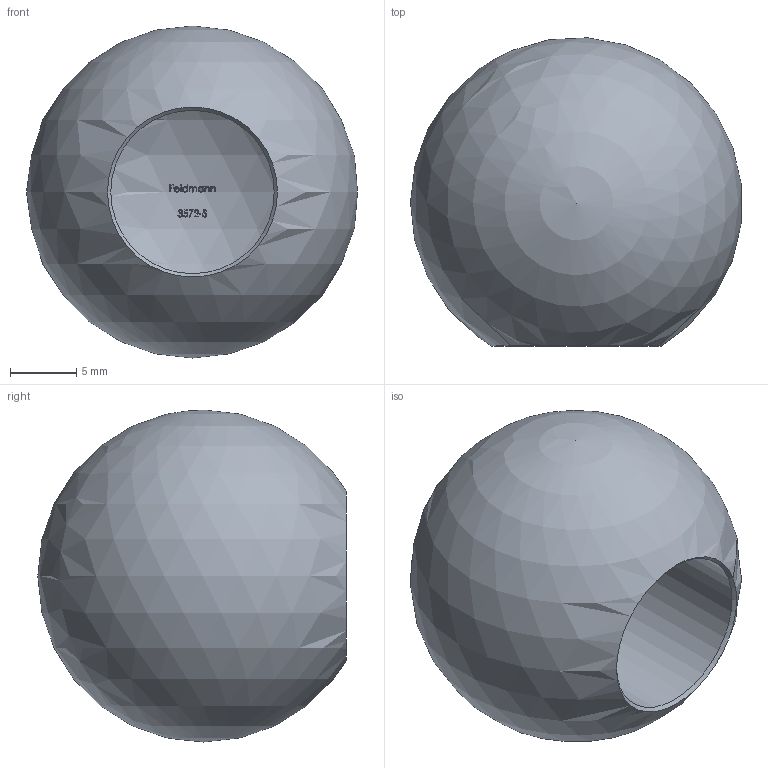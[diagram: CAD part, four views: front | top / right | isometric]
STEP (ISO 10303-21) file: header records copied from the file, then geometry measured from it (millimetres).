
FILE_DESCRIPTION (( 'STEP AP203' ), '1' );
FILE_NAME ('3572-S.step', '2020-02-03T15:35:40', ( '' ), ( '' ), 'SwSTEP 2.0', 'SolidWorks 2015', '' );
FILE_SCHEMA (( 'CONFIG_CONTROL_DESIGN' ));
Length unit declared in the file: millimetre
Products named in the file (2): 3572-S
Bounding box: 24.93 x 23.21 x 25 mm (x, y, z)
Volume: 6228.7 mm3; surface area: 2395.3 mm2
Topology: 1 solids, 15 shells, 207 faces, 524 edges, 349 vertices
Faces by surface type: bspline 91, plane 81, cone 33, cylinder 1, sphere 1
Full cylindrical faces by diameter (mm): 12.3 x1
Entity records: 9780 total; most frequent: CARTESIAN_POINT 5683, ORIENTED_EDGE 1038, EDGE_CURVE 519, DIRECTION 408, VERTEX_POINT 347, B_SPLINE_CURVE_WITH_KNOTS 322, EDGE_LOOP 212, VECTOR 194
